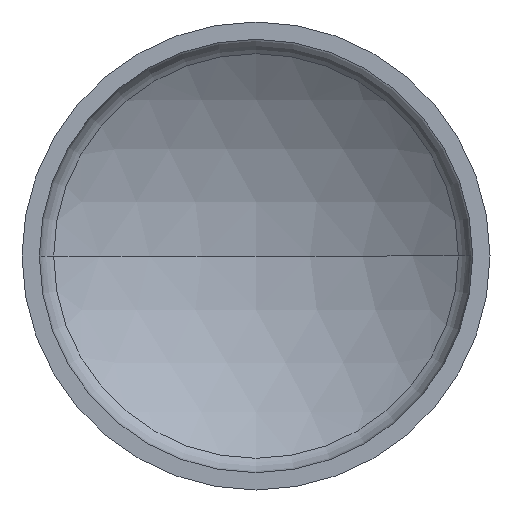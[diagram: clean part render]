
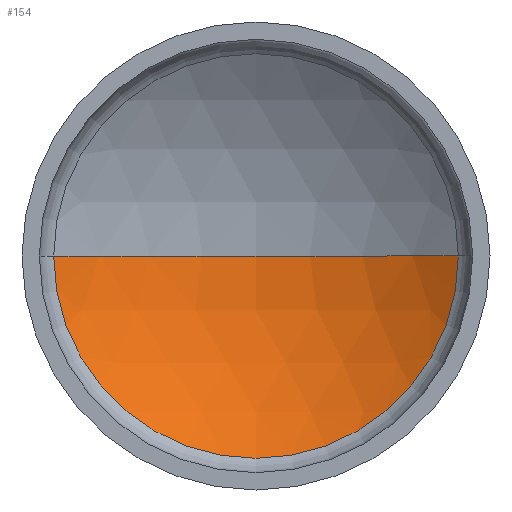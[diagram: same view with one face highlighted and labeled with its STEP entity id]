
A CAD part, front view. The second image highlights one B-rep face of the part: STEP entity #154.
In plain terms, the highlighted spherical face has radius 39.2 mm.
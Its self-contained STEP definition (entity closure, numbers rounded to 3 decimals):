
#6 = DIRECTION ( 'NONE',  ( 0., 0., -1. ) ) ;
#35 = AXIS2_PLACEMENT_3D ( 'NONE', #164, #6, #132 ) ;
#40 = EDGE_LOOP ( 'NONE', ( #84, #136, #205 ) ) ;
#49 = CIRCLE ( 'NONE', #281, 39.2 ) ;
#76 = DIRECTION ( 'NONE',  ( -1., 0., 0. ) ) ;
#84 = ORIENTED_EDGE ( 'NONE', *, *, #310, .F. ) ;
#85 = DIRECTION ( 'NONE',  ( -1., 0., 0. ) ) ;
#107 = SPHERICAL_SURFACE ( 'NONE', #306, 39.2 ) ;
#132 = DIRECTION ( 'NONE',  ( -1., 0., 0. ) ) ;
#136 = ORIENTED_EDGE ( 'NONE', *, *, #262, .T. ) ;
#154 = ADVANCED_FACE ( 'NONE', ( #290 ), #107, .F. ) ;
#160 = CARTESIAN_POINT ( 'NONE',  ( 0., 3.793, 0. ) ) ;
#163 = CIRCLE ( 'NONE', #377, 23.341 ) ;
#164 = CARTESIAN_POINT ( 'NONE',  ( 0., -27.7, 0. ) ) ;
#195 = CARTESIAN_POINT ( 'NONE',  ( 0., 11.5, 0. ) ) ;
#200 = VERTEX_POINT ( 'NONE', #315 ) ;
#205 = ORIENTED_EDGE ( 'NONE', *, *, #401, .F. ) ;
#216 = CIRCLE ( 'NONE', #35, 39.2 ) ;
#219 = DIRECTION ( 'NONE',  ( 0., 0., 1. ) ) ;
#233 = DIRECTION ( 'NONE',  ( 0., 0., 1. ) ) ;
#262 = EDGE_CURVE ( 'NONE', #264, #359, #49, .T. ) ;
#264 = VERTEX_POINT ( 'NONE', #347 ) ;
#275 = CARTESIAN_POINT ( 'NONE',  ( 0., -27.7, 0. ) ) ;
#281 = AXIS2_PLACEMENT_3D ( 'NONE', #275, #219, #382 ) ;
#283 = DIRECTION ( 'NONE',  ( 0., 1., 0. ) ) ;
#290 = FACE_OUTER_BOUND ( 'NONE', #40, .T. ) ;
#306 = AXIS2_PLACEMENT_3D ( 'NONE', #363, #233, #76 ) ;
#310 = EDGE_CURVE ( 'NONE', #264, #200, #163, .T. ) ;
#315 = CARTESIAN_POINT ( 'NONE',  ( -23.341, 3.793, 0. ) ) ;
#347 = CARTESIAN_POINT ( 'NONE',  ( 23.341, 3.793, 0. ) ) ;
#359 = VERTEX_POINT ( 'NONE', #195 ) ;
#363 = CARTESIAN_POINT ( 'NONE',  ( 0., -27.7, 0. ) ) ;
#377 = AXIS2_PLACEMENT_3D ( 'NONE', #160, #283, #85 ) ;
#382 = DIRECTION ( 'NONE',  ( 1., 0., 0. ) ) ;
#401 = EDGE_CURVE ( 'NONE', #200, #359, #216, .T. ) ;
